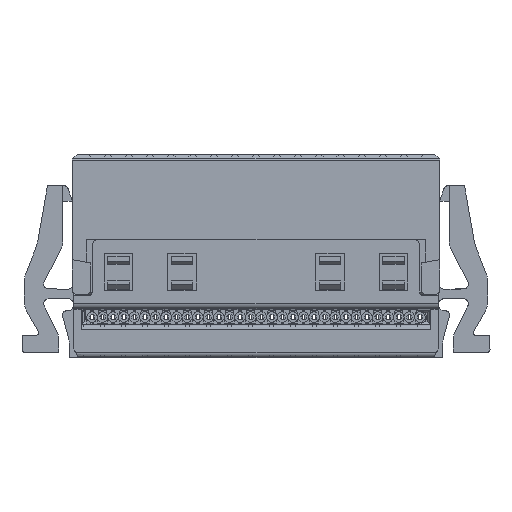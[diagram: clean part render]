
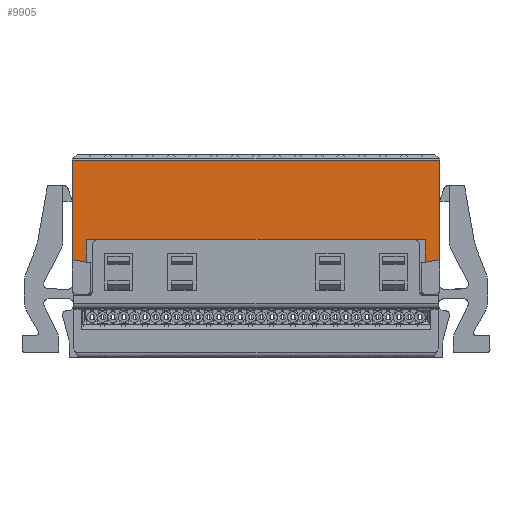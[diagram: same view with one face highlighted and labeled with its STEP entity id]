
A CAD part, front view. The second image highlights one B-rep face of the part: STEP entity #9905.
In plain terms, the highlighted planar face has unit normal (0, -1, 0).
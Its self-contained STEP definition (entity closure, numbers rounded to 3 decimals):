
#9855=AXIS2_PLACEMENT_3D('Plane Axis2P3D',#9852,#9853,#9854) ;
#3063=CARTESIAN_POINT('Vertex',(1.193,-9.925,9.429)) ;
#3066=CARTESIAN_POINT('Line Origine',(1.193,-9.925,6.439)) ;
#3070=CARTESIAN_POINT('Vertex',(1.193,-9.925,3.45)) ;
#3364=CARTESIAN_POINT('Vertex',(-20.878,-9.925,3.45)) ;
#3367=CARTESIAN_POINT('Line Origine',(-20.878,-9.925,6.439)) ;
#3371=CARTESIAN_POINT('Vertex',(-20.878,-9.925,9.429)) ;
#9852=CARTESIAN_POINT('Axis2P3D Location',(-21.122,-9.925,9.97)) ;
#9857=CARTESIAN_POINT('Line Origine',(-9.842,-9.925,9.429)) ;
#9862=CARTESIAN_POINT('Line Origine',(-20.438,-9.925,3.372)) ;
#9866=CARTESIAN_POINT('Vertex',(-19.998,-9.925,3.295)) ;
#9869=CARTESIAN_POINT('Line Origine',(-19.998,-9.925,3.972)) ;
#9873=CARTESIAN_POINT('Vertex',(-19.998,-9.925,4.65)) ;
#9876=CARTESIAN_POINT('Line Origine',(-9.843,-9.925,4.65)) ;
#9880=CARTESIAN_POINT('Vertex',(0.312,-9.925,4.65)) ;
#9883=CARTESIAN_POINT('Line Origine',(0.312,-9.925,3.972)) ;
#9887=CARTESIAN_POINT('Vertex',(0.313,-9.925,3.295)) ;
#9890=CARTESIAN_POINT('Line Origine',(0.753,-9.925,3.372)) ;
#3067=DIRECTION('Vector Direction',(0.,0.,1.)) ;
#3368=DIRECTION('Vector Direction',(0.,0.,-1.)) ;
#9853=DIRECTION('Axis2P3D Direction',(0.,-1.,0.)) ;
#9854=DIRECTION('Axis2P3D XDirection',(0.,0.,1.)) ;
#9858=DIRECTION('Vector Direction',(-1.,0.,0.)) ;
#9863=DIRECTION('Vector Direction',(0.985,0.,-0.174)) ;
#9870=DIRECTION('Vector Direction',(0.,0.,1.)) ;
#9877=DIRECTION('Vector Direction',(1.,0.,0.)) ;
#9884=DIRECTION('Vector Direction',(0.,0.,-1.)) ;
#9891=DIRECTION('Vector Direction',(0.985,0.,0.174)) ;
#3068=VECTOR('Line Direction',#3067,1.) ;
#3369=VECTOR('Line Direction',#3368,1.) ;
#9859=VECTOR('Line Direction',#9858,1.) ;
#9864=VECTOR('Line Direction',#9863,1.) ;
#9871=VECTOR('Line Direction',#9870,1.) ;
#9878=VECTOR('Line Direction',#9877,1.) ;
#9885=VECTOR('Line Direction',#9884,1.) ;
#9892=VECTOR('Line Direction',#9891,1.) ;
#9896=ORIENTED_EDGE('',*,*,#9861,.T.) ;
#9897=ORIENTED_EDGE('',*,*,#3373,.T.) ;
#9898=ORIENTED_EDGE('',*,*,#9868,.T.) ;
#9899=ORIENTED_EDGE('',*,*,#9875,.T.) ;
#9900=ORIENTED_EDGE('',*,*,#9882,.T.) ;
#9901=ORIENTED_EDGE('',*,*,#9889,.T.) ;
#9902=ORIENTED_EDGE('',*,*,#9894,.T.) ;
#9903=ORIENTED_EDGE('',*,*,#3072,.T.) ;
#9905=ADVANCED_FACE('1001\\MANIFOLD_SOLID_BREP #6415',(#9904),#9856,.T.) ;
#3072=EDGE_CURVE('',#3071,#3064,#3069,.T.) ;
#3373=EDGE_CURVE('',#3372,#3365,#3370,.T.) ;
#9861=EDGE_CURVE('',#3064,#3372,#9860,.T.) ;
#9868=EDGE_CURVE('',#3365,#9867,#9865,.T.) ;
#9875=EDGE_CURVE('',#9867,#9874,#9872,.T.) ;
#9882=EDGE_CURVE('',#9874,#9881,#9879,.T.) ;
#9889=EDGE_CURVE('',#9881,#9888,#9886,.T.) ;
#9894=EDGE_CURVE('',#9888,#3071,#9893,.T.) ;
#9895=EDGE_LOOP('',(#9896,#9897,#9898,#9899,#9900,#9901,#9902,#9903)) ;
#9904=FACE_OUTER_BOUND('',#9895,.T.) ;
#3069=LINE('Line',#3066,#3068) ;
#3370=LINE('Line',#3367,#3369) ;
#9860=LINE('Line',#9857,#9859) ;
#9865=LINE('Line',#9862,#9864) ;
#9872=LINE('Line',#9869,#9871) ;
#9879=LINE('Line',#9876,#9878) ;
#9886=LINE('Line',#9883,#9885) ;
#9893=LINE('Line',#9890,#9892) ;
#9856=PLANE('',#9855) ;
#3064=VERTEX_POINT('',#3063) ;
#3071=VERTEX_POINT('',#3070) ;
#3365=VERTEX_POINT('',#3364) ;
#3372=VERTEX_POINT('',#3371) ;
#9867=VERTEX_POINT('',#9866) ;
#9874=VERTEX_POINT('',#9873) ;
#9881=VERTEX_POINT('',#9880) ;
#9888=VERTEX_POINT('',#9887) ;
